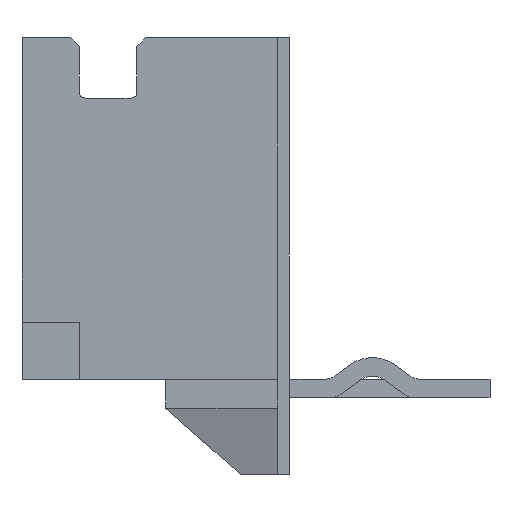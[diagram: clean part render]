
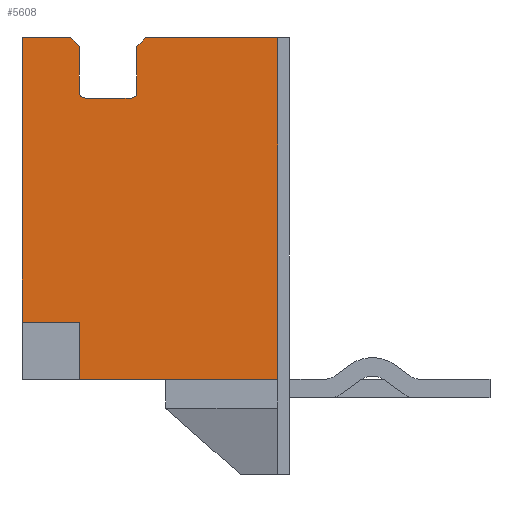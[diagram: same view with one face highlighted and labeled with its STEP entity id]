
A CAD part, left-side view. The second image highlights one B-rep face of the part: STEP entity #5608.
In plain terms, the highlighted planar face has unit normal (-1, 0, 0).
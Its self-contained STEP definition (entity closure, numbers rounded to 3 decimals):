
#120=DIRECTION('',(0.,-1.,0.));
#121=VECTOR('',#120,3.45);
#122=CARTESIAN_POINT('',(-8.,1.325,-2.15));
#123=LINE('',#122,#121);
#252=DIRECTION('',(0.,0.,1.));
#253=VECTOR('',#252,1.);
#254=CARTESIAN_POINT('',(-8.,1.325,-2.15));
#255=LINE('',#254,#253);
#256=DIRECTION('',(0.,-1.,0.));
#257=VECTOR('',#256,1.);
#258=CARTESIAN_POINT('',(-8.,2.325,-1.15));
#259=LINE('',#258,#257);
#260=DIRECTION('',(0.,0.,1.));
#261=VECTOR('',#260,4.95);
#262=CARTESIAN_POINT('',(-8.,2.325,-1.15));
#263=LINE('',#262,#261);
#264=DIRECTION('',(0.,0.,-1.));
#265=VECTOR('',#264,0.8);
#266=CARTESIAN_POINT('',(-8.,1.325,3.65));
#267=LINE('',#266,#265);
#268=CARTESIAN_POINT('',(-8.,1.225,2.85));
#269=DIRECTION('',(1.,0.,0.));
#270=DIRECTION('',(0.,0.,-1.));
#271=AXIS2_PLACEMENT_3D('',#268,#269,#270);
#273=DIRECTION('',(0.,1.,0.));
#274=VECTOR('',#273,0.8);
#275=CARTESIAN_POINT('',(-8.,0.425,2.75));
#276=LINE('',#275,#274);
#277=CARTESIAN_POINT('',(-8.,0.425,2.85));
#278=DIRECTION('',(1.,0.,0.));
#279=DIRECTION('',(0.,-1.,0.));
#280=AXIS2_PLACEMENT_3D('',#277,#278,#279);
#282=DIRECTION('',(0.,0.,-1.));
#283=VECTOR('',#282,0.8);
#284=CARTESIAN_POINT('',(-8.,0.325,3.65));
#285=LINE('',#284,#283);
#286=DIRECTION('',(0.,0.,1.));
#287=VECTOR('',#286,5.95);
#288=CARTESIAN_POINT('',(-8.,-2.125,-2.15));
#289=LINE('',#288,#287);
#384=DIRECTION('',(0.,0.707,-0.707));
#385=VECTOR('',#384,0.212);
#386=CARTESIAN_POINT('',(-8.,0.175,3.8));
#387=LINE('',#386,#385);
#392=DIRECTION('',(0.,-1.,0.));
#393=VECTOR('',#392,0.85);
#394=CARTESIAN_POINT('',(-8.,2.325,3.8));
#395=LINE('',#394,#393);
#412=DIRECTION('',(0.,-1.,0.));
#413=VECTOR('',#412,2.3);
#414=CARTESIAN_POINT('',(-8.,0.175,3.8));
#415=LINE('',#414,#413);
#548=DIRECTION('',(0.,-0.707,-0.707));
#549=VECTOR('',#548,0.212);
#550=CARTESIAN_POINT('',(-8.,1.475,3.8));
#551=LINE('',#550,#549);
#4092=CARTESIAN_POINT('',(-8.,2.325,3.8));
#4094=VERTEX_POINT('',#4092);
#4099=CARTESIAN_POINT('',(-8.,0.325,2.85));
#4100=CARTESIAN_POINT('',(-8.,0.425,2.75));
#4101=VERTEX_POINT('',#4099);
#4102=VERTEX_POINT('',#4100);
#4103=CARTESIAN_POINT('',(-8.,1.225,2.75));
#4104=VERTEX_POINT('',#4103);
#4105=CARTESIAN_POINT('',(-8.,1.325,2.85));
#4106=VERTEX_POINT('',#4105);
#4139=CARTESIAN_POINT('',(-8.,1.475,3.8));
#4140=VERTEX_POINT('',#4139);
#4141=CARTESIAN_POINT('',(-8.,1.325,3.65));
#4142=VERTEX_POINT('',#4141);
#4155=CARTESIAN_POINT('',(-8.,0.175,3.8));
#4157=VERTEX_POINT('',#4155);
#4159=CARTESIAN_POINT('',(-8.,0.325,3.65));
#4161=VERTEX_POINT('',#4159);
#4971=CARTESIAN_POINT('',(-8.,1.325,-2.15));
#4972=CARTESIAN_POINT('',(-8.,1.325,-1.15));
#4973=VERTEX_POINT('',#4971);
#4974=VERTEX_POINT('',#4972);
#4975=CARTESIAN_POINT('',(-8.,2.325,-1.15));
#4976=VERTEX_POINT('',#4975);
#4983=CARTESIAN_POINT('',(-8.,-2.125,-2.15));
#4984=VERTEX_POINT('',#4983);
#5227=CARTESIAN_POINT('',(-8.,-2.125,3.8));
#5228=VERTEX_POINT('',#5227);
#5575=CARTESIAN_POINT('',(-8.,2.325,-3.8));
#5576=DIRECTION('',(-1.,0.,0.));
#5577=DIRECTION('',(0.,-1.,0.));
#5578=AXIS2_PLACEMENT_3D('',#5575,#5576,#5577);
#5579=PLANE('',#5578);
#5580=ORIENTED_EDGE('',*,*,#5565,.T.);
#5582=ORIENTED_EDGE('',*,*,#5581,.F.);
#5584=ORIENTED_EDGE('',*,*,#5583,.T.);
#5586=ORIENTED_EDGE('',*,*,#5585,.T.);
#5588=ORIENTED_EDGE('',*,*,#5587,.T.);
#5590=ORIENTED_EDGE('',*,*,#5589,.T.);
#5592=ORIENTED_EDGE('',*,*,#5591,.F.);
#5594=ORIENTED_EDGE('',*,*,#5593,.F.);
#5596=ORIENTED_EDGE('',*,*,#5595,.F.);
#5598=ORIENTED_EDGE('',*,*,#5597,.F.);
#5600=ORIENTED_EDGE('',*,*,#5599,.F.);
#5602=ORIENTED_EDGE('',*,*,#5601,.T.);
#5604=ORIENTED_EDGE('',*,*,#5603,.F.);
#5605=ORIENTED_EDGE('',*,*,#5435,.F.);
#5606=EDGE_LOOP('',(#5580,#5582,#5584,#5586,#5588,#5590,#5592,#5594,#5596,#5598,
#5600,#5602,#5604,#5605));
#5607=FACE_OUTER_BOUND('',#5606,.F.);
#5608=ADVANCED_FACE('',(#5607),#5579,.T.);
#272=CIRCLE('',#271,0.1);
#281=CIRCLE('',#280,0.1);
#5435=EDGE_CURVE('',#4973,#4984,#123,.T.);
#5565=EDGE_CURVE('',#4973,#4974,#255,.T.);
#5581=EDGE_CURVE('',#4976,#4974,#259,.T.);
#5583=EDGE_CURVE('',#4976,#4094,#263,.T.);
#5585=EDGE_CURVE('',#4094,#4140,#395,.T.);
#5587=EDGE_CURVE('',#4140,#4142,#551,.T.);
#5589=EDGE_CURVE('',#4142,#4106,#267,.T.);
#5591=EDGE_CURVE('',#4104,#4106,#272,.T.);
#5593=EDGE_CURVE('',#4102,#4104,#276,.T.);
#5595=EDGE_CURVE('',#4101,#4102,#281,.T.);
#5597=EDGE_CURVE('',#4161,#4101,#285,.T.);
#5599=EDGE_CURVE('',#4157,#4161,#387,.T.);
#5601=EDGE_CURVE('',#4157,#5228,#415,.T.);
#5603=EDGE_CURVE('',#4984,#5228,#289,.T.);
